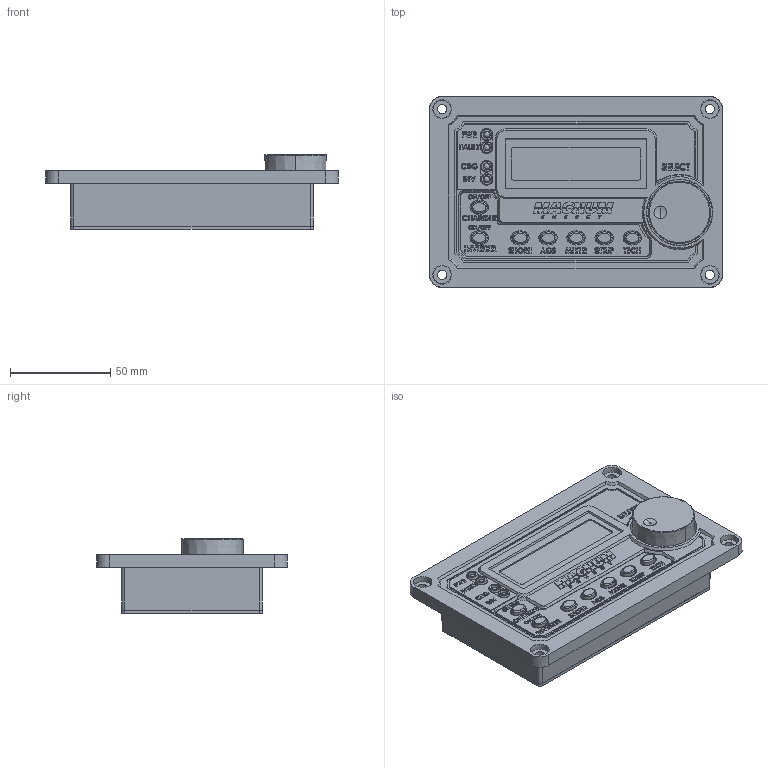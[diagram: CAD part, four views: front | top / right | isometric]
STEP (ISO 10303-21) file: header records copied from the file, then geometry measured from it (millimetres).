
FILE_DESCRIPTION (( 'STEP AP203' ), '1' );
FILE_NAME ('A46-0100 B ME-RC Remote.STEP', '2018-11-29T19:51:51', ( '' ), ( '' ), 'SwSTEP 2.0', 'SolidWorks 2015', '' );
FILE_SCHEMA (( 'CONFIG_CONTROL_DESIGN' ));
Products named in the file (1): A46-0100 B ME-RC Remote
Bounding box: 146.05 x 95.25 x 37.1 mm (x, y, z)
Volume: 84330 mm3; surface area: 103178.9 mm2
Topology: 20 solids, 20 shells, 1921 faces, 4991 edges, 3314 vertices
Faces by surface type: plane 1160, bspline 365, cylinder 203, cone 183, torus 8, sphere 2
Entity records: 103793 total; most frequent: CARTESIAN_POINT 58820, ORIENTED_EDGE 9950, DIRECTION 7818, EDGE_CURVE 4975, VERTEX_POINT 3312, LINE 3280, VECTOR 3280, AXIS2_PLACEMENT_3D 2269
